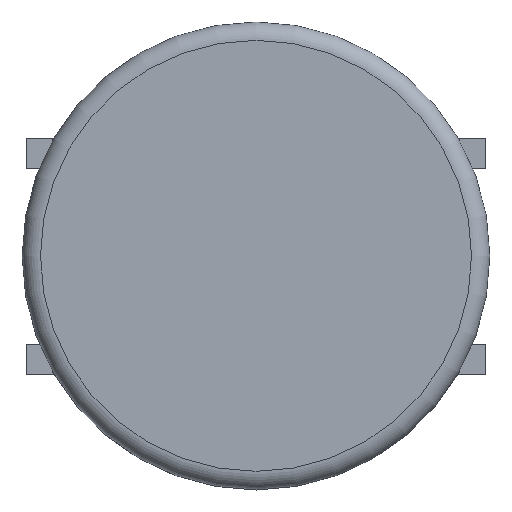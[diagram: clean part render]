
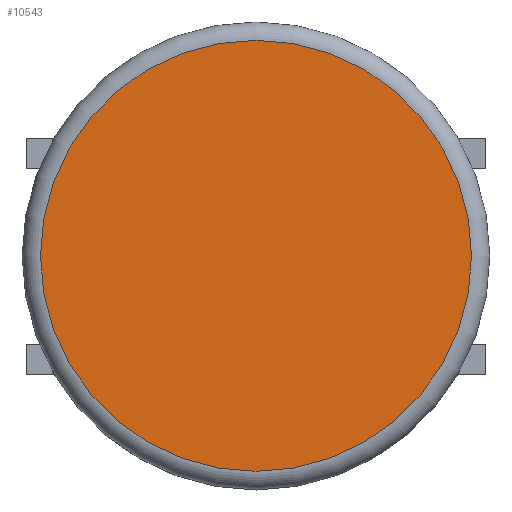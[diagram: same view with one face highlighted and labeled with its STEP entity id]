
A CAD part, top view. The second image highlights one B-rep face of the part: STEP entity #10543.
In plain terms, the highlighted planar face has unit normal (0, 0, 1).
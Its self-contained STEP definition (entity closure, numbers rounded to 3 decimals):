
#10492=CARTESIAN_POINT('',(4.7,0.,3.9));
#10493=VERTEX_POINT('',#10492);
#10494=CARTESIAN_POINT('',(0.0,0.0,3.9));
#10495=DIRECTION('',(0.0,0.0,-1.0));
#10496=DIRECTION('',(-1.0,0.0,0.0));
#10497=AXIS2_PLACEMENT_3D('',#10494,#10495,#10496);
#10498=CIRCLE('',#10497,4.7);
#10499=EDGE_CURVE('',#10493,#10493,#10498,.T.);
#10535=CARTESIAN_POINT('',(0.0,0.0,3.9));
#10536=DIRECTION('',(0.0,0.0,-1.0));
#10537=DIRECTION('',(-1.0,0.0,0.0));
#10538=AXIS2_PLACEMENT_3D('',#10535,#10536,#10537);
#10539=PLANE('',#10538);
#10540=ORIENTED_EDGE('',*,*,#10499,.F.);
#10541=EDGE_LOOP('',(#10540));
#10542=FACE_OUTER_BOUND('',#10541,.T.);
#10543=ADVANCED_FACE('',(#10542),#10539,.F.);
